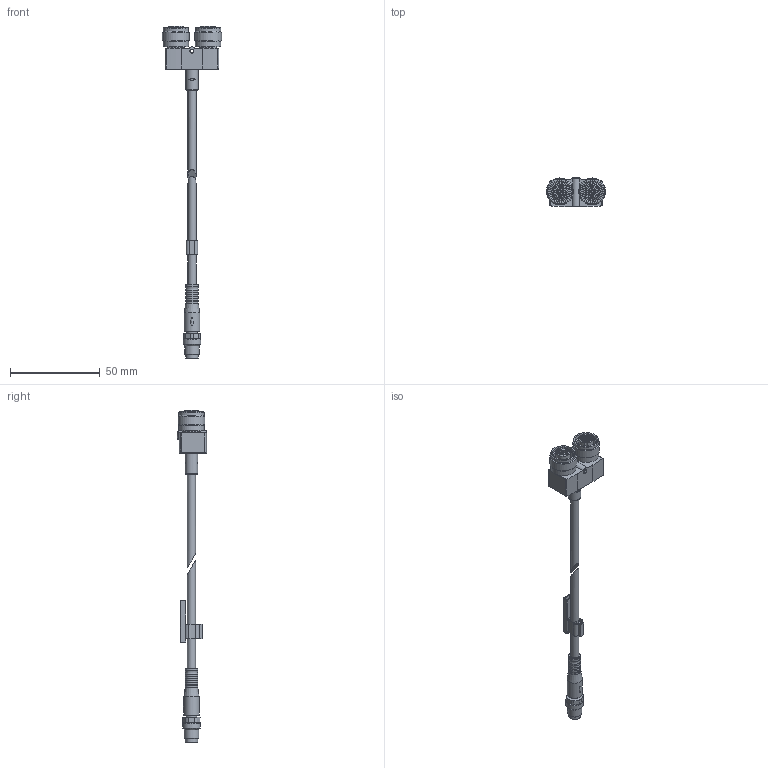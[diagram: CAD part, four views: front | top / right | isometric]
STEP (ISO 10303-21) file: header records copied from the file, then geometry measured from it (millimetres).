
FILE_DESCRIPTION(/* description */ ('STEP AP214'),/* implementation_level */ '2;1');
FILE_NAME(/* name */ '8032307_NEDY-L2R1-V1-M12G5-U-M8G4-2_5R',/* time_stamp */ '2024-09-12T21:46:13+02:00',/* author */ ('License CC BY-ND 4.0'),/* organization */ ('CADENAS'),/* preprocessor_version */ 'ST-DEVELOPER v19.3',/* originating_system */ 'PARTsolutions',/* authorisation */ ' ');
FILE_SCHEMA (('AUTOMOTIVE_DESIGN {1 0 10303 214 3 1 1}'));
Length unit declared in the file: millimetre
Products named in the file (4): 8032307 NEDY-L2R1-V1-M12G5-U-M8G4-2.5R; 2881040 NEDY-M12G4-D4.5---(4.5G); 1349424 M8G-Stecker_p---(2_4.5_4); 1051830 ASCF-M-23-C DM 4.0-5.6
Assembly tree (3 placements, depth 2):
  8032307 NEDY-L2R1-V1-M12G5-U-M8G4-2.5R
    2881040 NEDY-M12G4-D4.5---(4.5G)
    1349424 M8G-Stecker_p---(2_4.5_4)
    1051830 ASCF-M-23-C DM 4.0-5.6
Bounding box: 33 x 16.23 x 184.8 mm (x, y, z)
Volume: 12190.4 mm3; surface area: 9401.3 mm2
Topology: 3 solids, 3 shells, 349 faces, 848 edges, 552 vertices
Faces by surface type: cylinder 160, plane 156, cone 15, torus 14, sphere 4
Full cylindrical faces by diameter (mm): 1 x4, 1.1 x8, 1.2 x2, 1.5 x8, 2.2 x1, 4.5 x2, 4.7 x1, 5.8 x1, 5.9 x1, 6.9 x1, 7 x6, 8 x1, 8.5 x1, 9.6 x2, 10 x1, 10.2 x2, 10.917 x2, 12.3 x2, 14 x2, 14.2 x2, 15 x2
Entity records: 11781 total; most frequent: CARTESIAN_POINT 1839, DIRECTION 1746, ORIENTED_EDGE 1506, EDGE_CURVE 753, AXIS2_PLACEMENT_3D 683, VERTEX_POINT 538, EDGE_LOOP 481, FACE_BOUND 481
